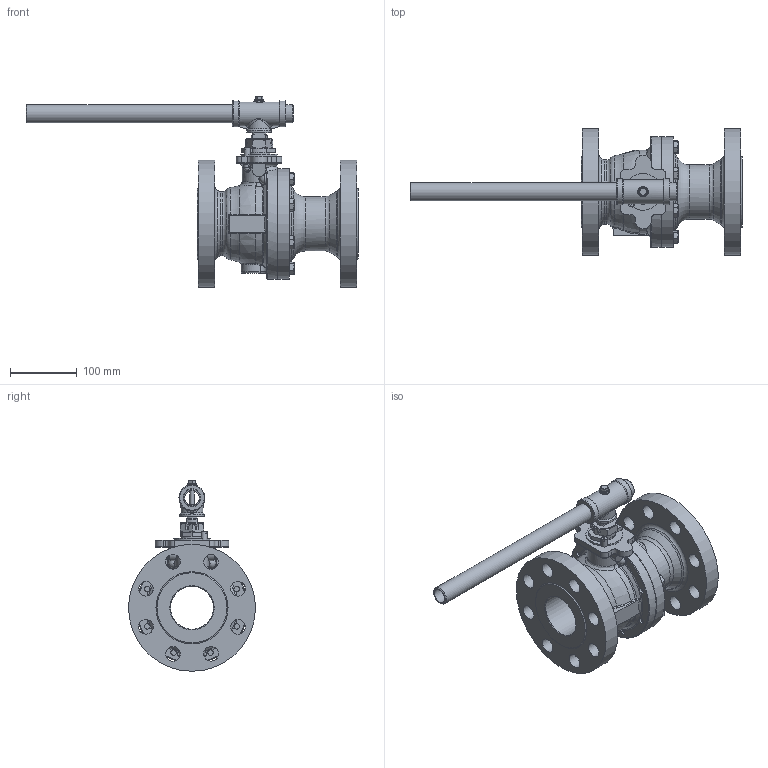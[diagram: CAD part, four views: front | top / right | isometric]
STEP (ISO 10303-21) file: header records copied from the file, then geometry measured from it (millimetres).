
FILE_DESCRIPTION(/* description */ (''),/* implementation_level */ '2;1');
FILE_NAME(/* name */ 'GA-F829-25-CL300-W-A-1.stp',/* time_stamp */ '2019-09-18T15:37:19+01:00',/* author */ ('jaday'),/* organization */ (''),/* preprocessor_version */ 'ST-DEVELOPER v16.1',/* originating_system */ 'Autodesk Inventor 2016',/* authorisation */ '');
FILE_SCHEMA (('AUTOMOTIVE_DESIGN { 1 0 10303 214 3 1 1 }'));
Length unit declared in the file: millimetre
Products named in the file (1): GA-F829-25-CL300-W-A-1
Bounding box: 497.05 x 190 x 285.22 mm (x, y, z)
Volume: 2847966 mm3; surface area: 380295 mm2
Topology: 1 solids, 1 shells, 535 faces, 1350 edges, 832 vertices
Faces by surface type: plane 207, cylinder 125, cone 79, bspline 73, torus 47, sphere 4
Full cylindrical faces by diameter (mm): 6 x1, 8.376 x6, 9 x1, 10 x8, 14 x1, 21.7 x1, 22 x16, 26.9 x2, 33.765 x1, 37 x1, 39 x2, 64.25 x1, 81.3 x1, 96.4 x1, 130 x1, 165.5 x1, 190 x2
Entity records: 18484 total; most frequent: CARTESIAN_POINT 6228, ORIENTED_EDGE 2490, DIRECTION 2270, EDGE_CURVE 1244, AXIS2_PLACEMENT_3D 915, VERTEX_POINT 801, EDGE_LOOP 688, FACE_OUTER_BOUND 535
